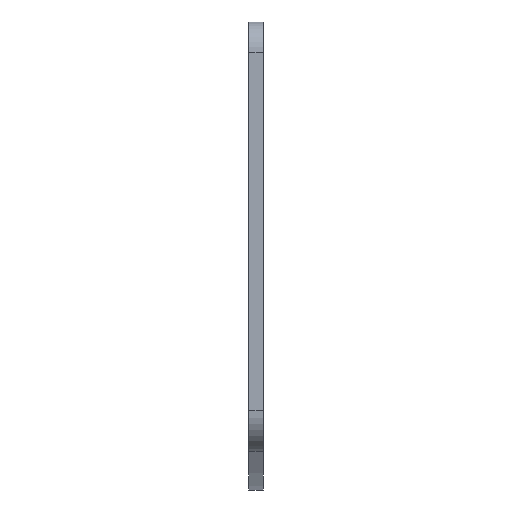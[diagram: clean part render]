
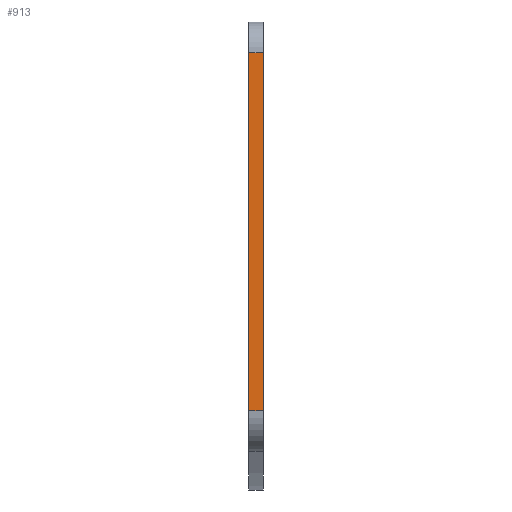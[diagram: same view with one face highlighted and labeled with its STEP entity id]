
A CAD part, left-side view. The second image highlights one B-rep face of the part: STEP entity #913.
In plain terms, the highlighted planar face has unit normal (-1, 0, 0).
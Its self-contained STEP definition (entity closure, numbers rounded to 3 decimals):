
#12 = VERTEX_POINT ( 'NONE', #900 ) ;
#39 = FACE_OUTER_BOUND ( 'NONE', #589, .T. ) ;
#47 = CARTESIAN_POINT ( 'NONE',  ( -67.25, 3.175, -6.7 ) ) ;
#62 = CARTESIAN_POINT ( 'NONE',  ( -67.25, 3.175, -6.7 ) ) ;
#83 = CARTESIAN_POINT ( 'NONE',  ( -67.25, 0., 0. ) ) ;
#188 = CARTESIAN_POINT ( 'NONE',  ( -67.25, 0., -6.7 ) ) ;
#193 = VECTOR ( 'NONE', #363, 1000. ) ;
#195 = VECTOR ( 'NONE', #812, 1000. ) ;
#201 = CARTESIAN_POINT ( 'NONE',  ( -67.25, 3.175, -84.561 ) ) ;
#231 = ORIENTED_EDGE ( 'NONE', *, *, #367, .T. ) ;
#267 = LINE ( 'NONE', #47, #559 ) ;
#303 = VECTOR ( 'NONE', #744, 1000. ) ;
#309 = LINE ( 'NONE', #83, #195 ) ;
#341 = DIRECTION ( 'NONE',  ( 0., 0., -1. ) ) ;
#363 = DIRECTION ( 'NONE',  ( 0., -1., 0. ) ) ;
#367 = EDGE_CURVE ( 'NONE', #720, #470, #309, .T. ) ;
#385 = EDGE_CURVE ( 'NONE', #12, #661, #680, .T. ) ;
#402 = ORIENTED_EDGE ( 'NONE', *, *, #664, .T. ) ;
#468 = DIRECTION ( 'NONE',  ( 0., 1., 0. ) ) ;
#470 = VERTEX_POINT ( 'NONE', #188 ) ;
#499 = CARTESIAN_POINT ( 'NONE',  ( -67.25, 0., -84.561 ) ) ;
#534 = EDGE_CURVE ( 'NONE', #470, #661, #267, .T. ) ;
#540 = DIRECTION ( 'NONE',  ( 1., 0., 0. ) ) ;
#559 = VECTOR ( 'NONE', #468, 1000. ) ;
#589 = EDGE_LOOP ( 'NONE', ( #231, #795, #914, #402 ) ) ;
#621 = AXIS2_PLACEMENT_3D ( 'NONE', #758, #540, #341 ) ;
#628 = PLANE ( 'NONE',  #621 ) ;
#644 = LINE ( 'NONE', #201, #193 ) ;
#661 = VERTEX_POINT ( 'NONE', #62 ) ;
#664 = EDGE_CURVE ( 'NONE', #12, #720, #644, .T. ) ;
#675 = CARTESIAN_POINT ( 'NONE',  ( -67.25, 3.175, 0. ) ) ;
#680 = LINE ( 'NONE', #675, #303 ) ;
#720 = VERTEX_POINT ( 'NONE', #499 ) ;
#744 = DIRECTION ( 'NONE',  ( 0., 0., 1. ) ) ;
#758 = CARTESIAN_POINT ( 'NONE',  ( -67.25, 3.175, 0. ) ) ;
#795 = ORIENTED_EDGE ( 'NONE', *, *, #534, .T. ) ;
#812 = DIRECTION ( 'NONE',  ( 0., 0., 1. ) ) ;
#900 = CARTESIAN_POINT ( 'NONE',  ( -67.25, 3.175, -84.561 ) ) ;
#913 = ADVANCED_FACE ( 'NONE', ( #39 ), #628, .F. ) ;
#914 = ORIENTED_EDGE ( 'NONE', *, *, #385, .F. ) ;
